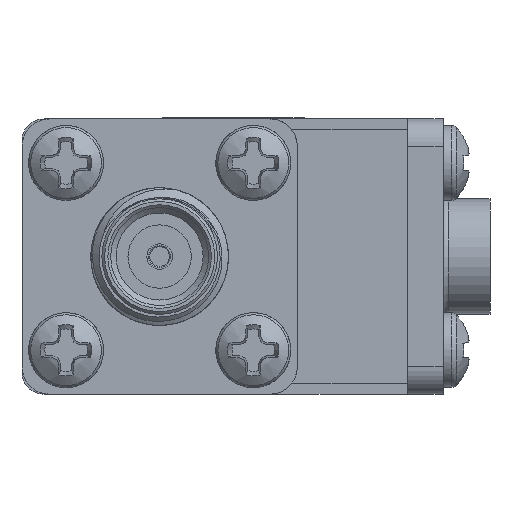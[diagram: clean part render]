
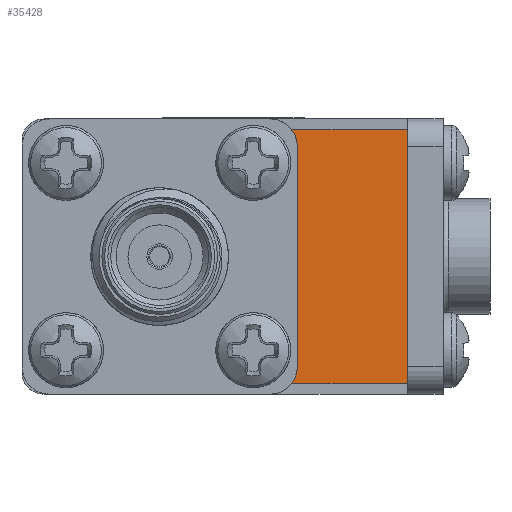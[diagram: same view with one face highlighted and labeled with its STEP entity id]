
A CAD part, left-side view. The second image highlights one B-rep face of the part: STEP entity #35428.
In plain terms, the highlighted planar face has unit normal (-1, 0, 0).
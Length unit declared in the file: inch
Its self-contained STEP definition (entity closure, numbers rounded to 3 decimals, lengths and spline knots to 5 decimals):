
#579 = VERTEX_POINT ( 'NONE', #21957 ) ;
#638 = LINE ( 'NONE', #44041, #27517 ) ;
#675 = CARTESIAN_POINT ( 'NONE',  ( -0.25, -0.35, -0.2 ) ) ;
#740 = DIRECTION ( 'NONE',  ( 0., 0., -1. ) ) ;
#2144 = VECTOR ( 'NONE', #23572, 39.37008 ) ;
#2507 = CARTESIAN_POINT ( 'NONE',  ( -0.25, -0.15, -0.25 ) ) ;
#2572 = DIRECTION ( 'NONE',  ( 0., 0., -1. ) ) ;
#3494 = CARTESIAN_POINT ( 'NONE',  ( -0.25, -0.35, 0.25 ) ) ;
#3732 = CARTESIAN_POINT ( 'NONE',  ( -0.25, -0.14, -0.23 ) ) ;
#4248 = EDGE_CURVE ( 'NONE', #22317, #7443, #9109, .T. ) ;
#5317 = EDGE_CURVE ( 'NONE', #14351, #11608, #29183, .T. ) ;
#5451 = ORIENTED_EDGE ( 'NONE', *, *, #40936, .T. ) ;
#6893 = ORIENTED_EDGE ( 'NONE', *, *, #4248, .F. ) ;
#7307 = EDGE_LOOP ( 'NONE', ( #6893, #22466, #24981, #5451, #26337, #38155, #13621, #28443 ) ) ;
#7443 = VERTEX_POINT ( 'NONE', #28606 ) ;
#8007 = VECTOR ( 'NONE', #27707, 39.37008 ) ;
#9090 = EDGE_CURVE ( 'NONE', #22704, #7443, #24662, .T. ) ;
#9109 = LINE ( 'NONE', #3494, #8007 ) ;
#11608 = VERTEX_POINT ( 'NONE', #20584 ) ;
#11735 = VECTOR ( 'NONE', #14792, 39.37008 ) ;
#12003 = CARTESIAN_POINT ( 'NONE',  ( -0.25, -0.35, 0.25 ) ) ;
#12305 = LINE ( 'NONE', #12003, #11735 ) ;
#13621 = ORIENTED_EDGE ( 'NONE', *, *, #36398, .T. ) ;
#13670 = LINE ( 'NONE', #20054, #2144 ) ;
#14351 = VERTEX_POINT ( 'NONE', #41034 ) ;
#14792 = DIRECTION ( 'NONE',  ( 0., 0., 1. ) ) ;
#17220 = PLANE ( 'NONE',  #33994 ) ;
#18923 = CARTESIAN_POINT ( 'NONE',  ( -0.25, -0.35, -0.23 ) ) ;
#19730 = DIRECTION ( 'NONE',  ( 0., 1., 0. ) ) ;
#20054 = CARTESIAN_POINT ( 'NONE',  ( -0.25, -0.35, 0.25 ) ) ;
#20560 = CARTESIAN_POINT ( 'NONE',  ( -0.25, -0.35, 0.25 ) ) ;
#20584 = CARTESIAN_POINT ( 'NONE',  ( -0.25, -0.15, 0.2 ) ) ;
#21957 = CARTESIAN_POINT ( 'NONE',  ( -0.25, -0.35, 0.23 ) ) ;
#22191 = CIRCLE ( 'NONE', #42576, 0.05 ) ;
#22317 = VERTEX_POINT ( 'NONE', #675 ) ;
#22466 = ORIENTED_EDGE ( 'NONE', *, *, #26033, .T. ) ;
#22704 = VERTEX_POINT ( 'NONE', #3732 ) ;
#23548 = VECTOR ( 'NONE', #33061, 39.37008 ) ;
#23572 = DIRECTION ( 'NONE',  ( 0., 0., -1. ) ) ;
#24062 = DIRECTION ( 'NONE',  ( 0., 0., -1. ) ) ;
#24121 = DIRECTION ( 'NONE',  ( 1., 0., 0. ) ) ;
#24662 = LINE ( 'NONE', #18923, #23548 ) ;
#24981 = ORIENTED_EDGE ( 'NONE', *, *, #29342, .F. ) ;
#25081 = DIRECTION ( 'NONE',  ( 1., 0., 0. ) ) ;
#25386 = CARTESIAN_POINT ( 'NONE',  ( -0.25, -0.1, 0.2 ) ) ;
#26033 = EDGE_CURVE ( 'NONE', #22317, #30172, #12305, .T. ) ;
#26337 = ORIENTED_EDGE ( 'NONE', *, *, #40586, .T. ) ;
#26719 = DIRECTION ( 'NONE',  ( 0., 0., 1. ) ) ;
#27517 = VECTOR ( 'NONE', #19730, 39.37008 ) ;
#27707 = DIRECTION ( 'NONE',  ( 0., 0., -1. ) ) ;
#27741 = FACE_OUTER_BOUND ( 'NONE', #7307, .T. ) ;
#28443 = ORIENTED_EDGE ( 'NONE', *, *, #9090, .T. ) ;
#28606 = CARTESIAN_POINT ( 'NONE',  ( -0.25, -0.35, -0.23 ) ) ;
#28804 = AXIS2_PLACEMENT_3D ( 'NONE', #25386, #25081, #740 ) ;
#29183 = LINE ( 'NONE', #2507, #43507 ) ;
#29342 = EDGE_CURVE ( 'NONE', #579, #30172, #13670, .T. ) ;
#30172 = VERTEX_POINT ( 'NONE', #44536 ) ;
#33061 = DIRECTION ( 'NONE',  ( 0., -1., 0. ) ) ;
#33994 = AXIS2_PLACEMENT_3D ( 'NONE', #20560, #45181, #24062 ) ;
#34468 = VERTEX_POINT ( 'NONE', #43714 ) ;
#35428 = ADVANCED_FACE ( 'NONE', ( #27741 ), #17220, .F. ) ;
#36398 = EDGE_CURVE ( 'NONE', #14351, #22704, #22191, .T. ) ;
#38155 = ORIENTED_EDGE ( 'NONE', *, *, #5317, .F. ) ;
#39087 = CIRCLE ( 'NONE', #28804, 0.05 ) ;
#40586 = EDGE_CURVE ( 'NONE', #34468, #11608, #39087, .T. ) ;
#40936 = EDGE_CURVE ( 'NONE', #579, #34468, #638, .T. ) ;
#41034 = CARTESIAN_POINT ( 'NONE',  ( -0.25, -0.15, -0.2 ) ) ;
#42576 = AXIS2_PLACEMENT_3D ( 'NONE', #45096, #24121, #2572 ) ;
#43507 = VECTOR ( 'NONE', #26719, 39.37008 ) ;
#43714 = CARTESIAN_POINT ( 'NONE',  ( -0.25, -0.14, 0.23 ) ) ;
#44041 = CARTESIAN_POINT ( 'NONE',  ( -0.25, -0.35, 0.23 ) ) ;
#44536 = CARTESIAN_POINT ( 'NONE',  ( -0.25, -0.35, 0.2 ) ) ;
#45096 = CARTESIAN_POINT ( 'NONE',  ( -0.25, -0.1, -0.2 ) ) ;
#45181 = DIRECTION ( 'NONE',  ( 1., 0., 0. ) ) ;
